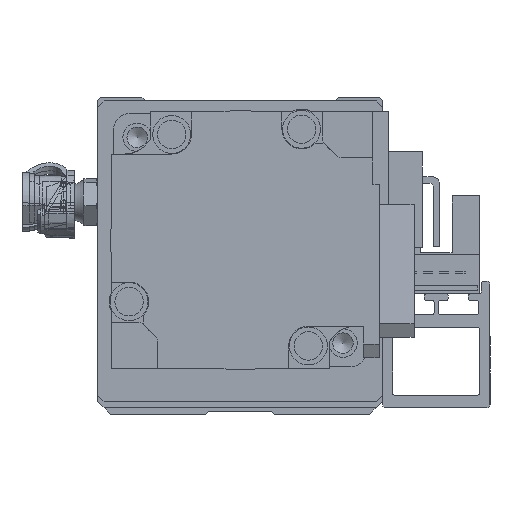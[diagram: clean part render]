
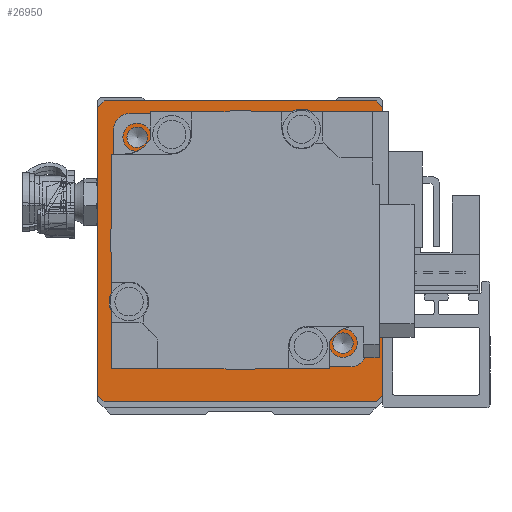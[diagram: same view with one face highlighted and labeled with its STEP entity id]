
A CAD part, front view. The second image highlights one B-rep face of the part: STEP entity #26950.
In plain terms, the highlighted planar face has unit normal (0, -1, 0).
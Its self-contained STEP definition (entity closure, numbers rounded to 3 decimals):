
#700=FACE_BOUND('',#4534,.T.);
#701=FACE_BOUND('',#4535,.T.);
#702=FACE_BOUND('',#4536,.T.);
#703=FACE_BOUND('',#4537,.T.);
#704=FACE_BOUND('',#4538,.T.);
#705=FACE_BOUND('',#4539,.T.);
#706=FACE_BOUND('',#4540,.T.);
#707=FACE_BOUND('',#4541,.T.);
#708=FACE_BOUND('',#4542,.T.);
#1361=PLANE('',#29258);
#2825=FACE_OUTER_BOUND('',#4533,.T.);
#4533=EDGE_LOOP('',(#20245,#20246,#20247,#20248,#20249,#20250,#20251,#20252));
#4534=EDGE_LOOP('',(#20253));
#4535=EDGE_LOOP('',(#20254));
#4536=EDGE_LOOP('',(#20255));
#4537=EDGE_LOOP('',(#20256));
#4538=EDGE_LOOP('',(#20257));
#4539=EDGE_LOOP('',(#20258));
#4540=EDGE_LOOP('',(#20259));
#4541=EDGE_LOOP('',(#20260));
#4542=EDGE_LOOP('',(#20261));
#6463=LINE('',#41959,#8631);
#6472=LINE('',#42012,#8640);
#6474=LINE('',#42016,#8642);
#6501=LINE('',#42116,#8669);
#6503=LINE('',#42119,#8671);
#6505=LINE('',#42123,#8673);
#6507=LINE('',#42127,#8675);
#6508=LINE('',#42129,#8676);
#8631=VECTOR('',#33498,10.);
#8640=VECTOR('',#33529,10.);
#8642=VECTOR('',#33533,10.);
#8669=VECTOR('',#33650,10.);
#8671=VECTOR('',#33654,10.);
#8673=VECTOR('',#33658,10.);
#8675=VECTOR('',#33662,10.);
#8676=VECTOR('',#33665,10.);
#10645=CIRCLE('',#29218,1.621);
#10647=CIRCLE('',#29222,1.621);
#10649=CIRCLE('',#29226,1.621);
#10651=CIRCLE('',#29230,1.621);
#10654=CIRCLE('',#29238,3.);
#10655=CIRCLE('',#29241,3.);
#10656=CIRCLE('',#29244,3.);
#10657=CIRCLE('',#29247,3.);
#10658=CIRCLE('',#29250,15.);
#12411=VERTEX_POINT('',#41956);
#12412=VERTEX_POINT('',#41958);
#12419=VERTEX_POINT('',#42010);
#12420=VERTEX_POINT('',#42014);
#12427=VERTEX_POINT('',#42037);
#12430=VERTEX_POINT('',#42046);
#12433=VERTEX_POINT('',#42055);
#12436=VERTEX_POINT('',#42064);
#12441=VERTEX_POINT('',#42082);
#12442=VERTEX_POINT('',#42088);
#12443=VERTEX_POINT('',#42094);
#12444=VERTEX_POINT('',#42100);
#12445=VERTEX_POINT('',#42106);
#12447=VERTEX_POINT('',#42113);
#12448=VERTEX_POINT('',#42115);
#12449=VERTEX_POINT('',#42121);
#12450=VERTEX_POINT('',#42125);
#15291=EDGE_CURVE('',#12411,#12412,#6463,.T.);
#15306=EDGE_CURVE('',#12419,#12411,#6472,.T.);
#15308=EDGE_CURVE('',#12420,#12419,#6474,.T.);
#15317=EDGE_CURVE('',#12427,#12427,#10645,.T.);
#15321=EDGE_CURVE('',#12430,#12430,#10647,.T.);
#15325=EDGE_CURVE('',#12433,#12433,#10649,.T.);
#15329=EDGE_CURVE('',#12436,#12436,#10651,.T.);
#15337=EDGE_CURVE('',#12441,#12441,#10654,.T.);
#15340=EDGE_CURVE('',#12442,#12442,#10655,.T.);
#15343=EDGE_CURVE('',#12443,#12443,#10656,.T.);
#15346=EDGE_CURVE('',#12444,#12444,#10657,.T.);
#15349=EDGE_CURVE('',#12445,#12445,#10658,.T.);
#15353=EDGE_CURVE('',#12447,#12448,#6501,.T.);
#15355=EDGE_CURVE('',#12412,#12447,#6503,.T.);
#15357=EDGE_CURVE('',#12449,#12420,#6505,.T.);
#15359=EDGE_CURVE('',#12450,#12449,#6507,.T.);
#15360=EDGE_CURVE('',#12448,#12450,#6508,.T.);
#20245=ORIENTED_EDGE('',*,*,#15360,.F.);
#20246=ORIENTED_EDGE('',*,*,#15353,.F.);
#20247=ORIENTED_EDGE('',*,*,#15355,.F.);
#20248=ORIENTED_EDGE('',*,*,#15291,.F.);
#20249=ORIENTED_EDGE('',*,*,#15306,.F.);
#20250=ORIENTED_EDGE('',*,*,#15308,.F.);
#20251=ORIENTED_EDGE('',*,*,#15357,.F.);
#20252=ORIENTED_EDGE('',*,*,#15359,.F.);
#20253=ORIENTED_EDGE('',*,*,#15317,.T.);
#20254=ORIENTED_EDGE('',*,*,#15321,.T.);
#20255=ORIENTED_EDGE('',*,*,#15325,.T.);
#20256=ORIENTED_EDGE('',*,*,#15329,.T.);
#20257=ORIENTED_EDGE('',*,*,#15337,.T.);
#20258=ORIENTED_EDGE('',*,*,#15340,.T.);
#20259=ORIENTED_EDGE('',*,*,#15343,.T.);
#20260=ORIENTED_EDGE('',*,*,#15346,.T.);
#20261=ORIENTED_EDGE('',*,*,#15349,.T.);
#26950=ADVANCED_FACE('',(#2825,#700,#701,#702,#703,#704,#705,#706,#707,
#708),#1361,.F.);
#29218=AXIS2_PLACEMENT_3D('',#42038,#33557,#33558);
#29222=AXIS2_PLACEMENT_3D('',#42047,#33567,#33568);
#29226=AXIS2_PLACEMENT_3D('',#42056,#33577,#33578);
#29230=AXIS2_PLACEMENT_3D('',#42065,#33587,#33588);
#29238=AXIS2_PLACEMENT_3D('',#42083,#33608,#33609);
#29241=AXIS2_PLACEMENT_3D('',#42089,#33616,#33617);
#29244=AXIS2_PLACEMENT_3D('',#42095,#33624,#33625);
#29247=AXIS2_PLACEMENT_3D('',#42101,#33632,#33633);
#29250=AXIS2_PLACEMENT_3D('',#42107,#33640,#33641);
#29258=AXIS2_PLACEMENT_3D('',#42130,#33666,#33667);
#33498=DIRECTION('',(-1.,0.,0.));
#33529=DIRECTION('',(-0.707,0.,-0.707));
#33533=DIRECTION('',(0.,0.,-1.));
#33557=DIRECTION('center_axis',(0.,1.,0.));
#33558=DIRECTION('ref_axis',(1.,0.,0.));
#33567=DIRECTION('center_axis',(0.,1.,0.));
#33568=DIRECTION('ref_axis',(1.,0.,0.));
#33577=DIRECTION('center_axis',(0.,1.,0.));
#33578=DIRECTION('ref_axis',(1.,0.,0.));
#33587=DIRECTION('center_axis',(0.,1.,0.));
#33588=DIRECTION('ref_axis',(1.,0.,0.));
#33608=DIRECTION('center_axis',(0.,1.,0.));
#33609=DIRECTION('ref_axis',(1.,0.,0.));
#33616=DIRECTION('center_axis',(0.,1.,0.));
#33617=DIRECTION('ref_axis',(1.,0.,0.));
#33624=DIRECTION('center_axis',(0.,1.,0.));
#33625=DIRECTION('ref_axis',(1.,0.,0.));
#33632=DIRECTION('center_axis',(0.,1.,0.));
#33633=DIRECTION('ref_axis',(1.,0.,0.));
#33640=DIRECTION('center_axis',(0.,1.,0.));
#33641=DIRECTION('ref_axis',(-1.,0.,0.));
#33650=DIRECTION('',(0.,0.,1.));
#33654=DIRECTION('',(-0.707,0.,0.707));
#33658=DIRECTION('',(0.707,0.,-0.707));
#33662=DIRECTION('',(1.,0.,0.));
#33665=DIRECTION('',(0.707,0.,0.707));
#33666=DIRECTION('center_axis',(0.,1.,0.));
#33667=DIRECTION('ref_axis',(0.,0.,1.));
#41956=CARTESIAN_POINT('',(44.,0.,0.));
#41958=CARTESIAN_POINT('',(1.,0.,0.));
#41959=CARTESIAN_POINT('',(44.,0.,0.));
#42010=CARTESIAN_POINT('',(45.,0.,1.));
#42012=CARTESIAN_POINT('',(45.,0.,1.));
#42014=CARTESIAN_POINT('',(45.,0.,46.5));
#42016=CARTESIAN_POINT('',(45.,0.,46.5));
#42037=CARTESIAN_POINT('',(37.142,0.,9.237));
#42038=CARTESIAN_POINT('Origin',(38.763,0.,9.237));
#42046=CARTESIAN_POINT('',(4.616,0.,41.763));
#42047=CARTESIAN_POINT('Origin',(6.237,0.,41.763));
#42055=CARTESIAN_POINT('',(37.142,0.,41.763));
#42056=CARTESIAN_POINT('Origin',(38.763,0.,41.763));
#42064=CARTESIAN_POINT('',(4.616,0.,9.237));
#42065=CARTESIAN_POINT('Origin',(6.237,0.,9.237));
#42082=CARTESIAN_POINT('',(36.5,0.,17.));
#42083=CARTESIAN_POINT('Origin',(39.5,0.,17.));
#42088=CARTESIAN_POINT('',(2.5,0.,34.));
#42089=CARTESIAN_POINT('Origin',(5.5,0.,34.));
#42094=CARTESIAN_POINT('',(36.5,0.,34.));
#42095=CARTESIAN_POINT('Origin',(39.5,0.,34.));
#42100=CARTESIAN_POINT('',(2.5,0.,17.));
#42101=CARTESIAN_POINT('Origin',(5.5,0.,17.));
#42106=CARTESIAN_POINT('',(37.5,0.,25.5));
#42107=CARTESIAN_POINT('Origin',(22.5,0.,25.5));
#42113=CARTESIAN_POINT('',(0.,0.,1.));
#42115=CARTESIAN_POINT('',(0.,0.,46.5));
#42116=CARTESIAN_POINT('',(0.,0.,1.));
#42119=CARTESIAN_POINT('',(1.,0.,0.));
#42121=CARTESIAN_POINT('',(44.,0.,47.5));
#42123=CARTESIAN_POINT('',(44.,0.,47.5));
#42125=CARTESIAN_POINT('',(1.,0.,47.5));
#42127=CARTESIAN_POINT('',(1.,0.,47.5));
#42129=CARTESIAN_POINT('',(0.,0.,46.5));
#42130=CARTESIAN_POINT('Origin',(22.5,0.,23.75));
